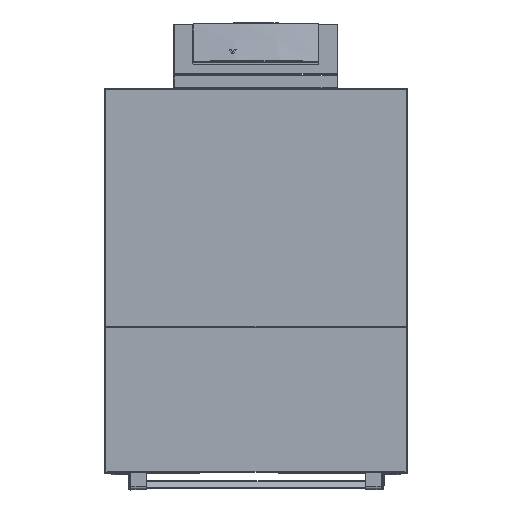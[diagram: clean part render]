
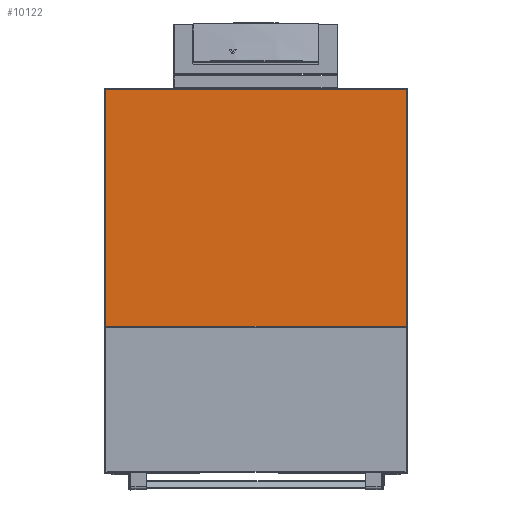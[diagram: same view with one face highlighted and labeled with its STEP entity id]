
A CAD part, top view. The second image highlights one B-rep face of the part: STEP entity #10122.
In plain terms, the highlighted planar face has unit normal (0, 0, 1).
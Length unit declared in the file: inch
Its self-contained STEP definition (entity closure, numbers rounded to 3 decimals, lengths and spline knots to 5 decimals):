
#271=FACE_OUTER_BOUND('',#530,.T.);
#530=EDGE_LOOP('',(#8297,#8298,#8299,#8300,#8301,#8302,#8303,#8304));
#1307=LINE('',#14938,#2977);
#1308=LINE('',#14940,#2978);
#1309=LINE('',#14942,#2979);
#1310=LINE('',#14944,#2980);
#1311=LINE('',#14946,#2981);
#1312=LINE('',#14948,#2982);
#1313=LINE('',#14950,#2983);
#1314=LINE('',#14951,#2984);
#2977=VECTOR('',#11945,0.35433);
#2978=VECTOR('',#11946,0.03937);
#2979=VECTOR('',#11947,41.5748);
#2980=VECTOR('',#11948,0.03937);
#2981=VECTOR('',#11949,0.35433);
#2982=VECTOR('',#11950,33.34646);
#2983=VECTOR('',#11951,42.28346);
#2984=VECTOR('',#11952,33.34646);
#4654=VERTEX_POINT('',#14936);
#4655=VERTEX_POINT('',#14937);
#4656=VERTEX_POINT('',#14939);
#4657=VERTEX_POINT('',#14941);
#4658=VERTEX_POINT('',#14943);
#4659=VERTEX_POINT('',#14945);
#4660=VERTEX_POINT('',#14947);
#4661=VERTEX_POINT('',#14949);
#6450=EDGE_CURVE('',#4654,#4655,#1307,.T.);
#6451=EDGE_CURVE('',#4655,#4656,#1308,.T.);
#6452=EDGE_CURVE('',#4657,#4656,#1309,.T.);
#6453=EDGE_CURVE('',#4657,#4658,#1310,.T.);
#6454=EDGE_CURVE('',#4658,#4659,#1311,.T.);
#6455=EDGE_CURVE('',#4660,#4659,#1312,.T.);
#6456=EDGE_CURVE('',#4661,#4660,#1313,.T.);
#6457=EDGE_CURVE('',#4654,#4661,#1314,.T.);
#8297=ORIENTED_EDGE('',*,*,#6450,.T.);
#8298=ORIENTED_EDGE('',*,*,#6451,.T.);
#8299=ORIENTED_EDGE('',*,*,#6452,.F.);
#8300=ORIENTED_EDGE('',*,*,#6453,.T.);
#8301=ORIENTED_EDGE('',*,*,#6454,.T.);
#8302=ORIENTED_EDGE('',*,*,#6455,.F.);
#8303=ORIENTED_EDGE('',*,*,#6456,.F.);
#8304=ORIENTED_EDGE('',*,*,#6457,.F.);
#9682=PLANE('',#10918);
#10122=ADVANCED_FACE('',(#271),#9682,.T.);
#10918=AXIS2_PLACEMENT_3D('',#14935,#11943,#11944);
#11943=DIRECTION('center_axis',(0.,0.,
1.));
#11944=DIRECTION('ref_axis',(1.,0.,0.));
#11945=DIRECTION('',(1.,0.,0.));
#11946=DIRECTION('',(0.,1.,0.));
#11947=DIRECTION('',(-1.,0.,0.));
#11948=DIRECTION('',(0.,-1.,0.));
#11949=DIRECTION('',(1.,0.,0.));
#11950=DIRECTION('',(0.,-1.,0.));
#11951=DIRECTION('',(1.,0.,0.));
#11952=DIRECTION('',(0.,1.,0.));
#14935=CARTESIAN_POINT('Origin',(-3.07842,16.11001,-12.49768));
#14936=CARTESIAN_POINT('',(-3.07842,-17.23645,-12.49768));
#14937=CARTESIAN_POINT('',(-2.72409,-17.23645,-12.49768));
#14938=CARTESIAN_POINT('',(-3.07842,-17.23645,-12.49768));
#14939=CARTESIAN_POINT('',(-2.72409,-17.19708,-12.49768));
#14940=CARTESIAN_POINT('',(-2.72409,-17.23645,-12.49768));
#14941=CARTESIAN_POINT('',(38.85071,-17.19708,-12.49768));
#14942=CARTESIAN_POINT('',(38.85071,-17.19708,-12.49768));
#14943=CARTESIAN_POINT('',(38.85071,-17.23645,-12.49768));
#14944=CARTESIAN_POINT('',(38.85071,-17.19708,-12.49768));
#14945=CARTESIAN_POINT('',(39.20504,-17.23645,-12.49768));
#14946=CARTESIAN_POINT('',(38.85071,-17.23645,-12.49768));
#14947=CARTESIAN_POINT('',(39.20504,16.11001,-12.49768));
#14948=CARTESIAN_POINT('',(39.20504,16.11001,-12.49768));
#14949=CARTESIAN_POINT('',(-3.07842,16.11001,-12.49768));
#14950=CARTESIAN_POINT('',(-3.07842,16.11001,-12.49768));
#14951=CARTESIAN_POINT('',(-3.07842,-17.23645,-12.49768));
